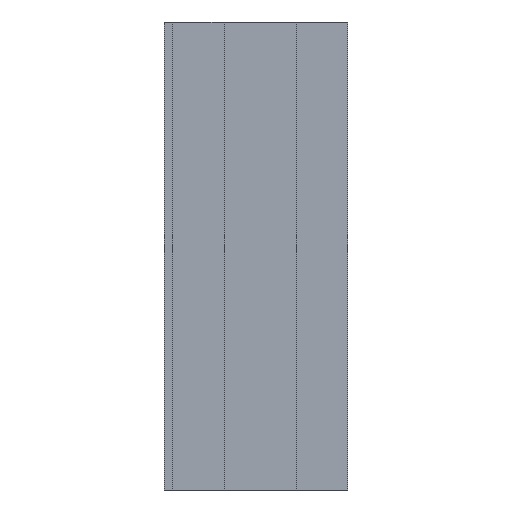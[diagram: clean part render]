
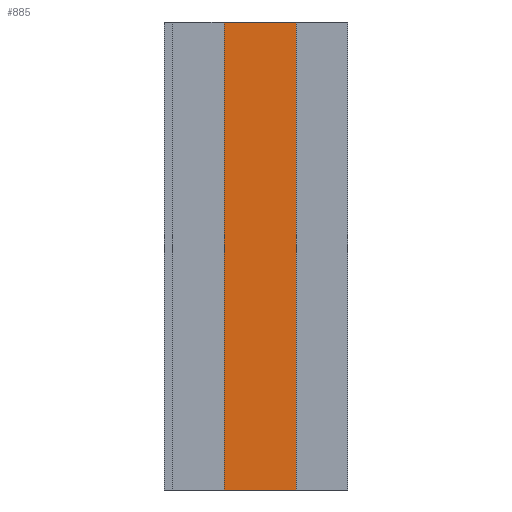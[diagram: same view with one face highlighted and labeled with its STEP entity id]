
A CAD part, left-side view. The second image highlights one B-rep face of the part: STEP entity #885.
In plain terms, the highlighted planar face has unit normal (-1, 0, 0).
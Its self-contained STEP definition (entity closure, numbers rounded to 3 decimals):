
#207 = DIRECTION ( 'NONE',  ( 0., -1., 0. ) ) ;
#210 = CARTESIAN_POINT ( 'NONE',  ( -28.5, 2.648, -67.5 ) ) ;
#473 = ORIENTED_EDGE ( 'NONE', *, *, #1066, .T. ) ;
#493 = ORIENTED_EDGE ( 'NONE', *, *, #1050, .F. ) ;
#502 = ORIENTED_EDGE ( 'NONE', *, *, #998, .F. ) ;
#503 = ORIENTED_EDGE ( 'NONE', *, *, #1069, .T. ) ;
#839 = AXIS2_PLACEMENT_3D ( 'NONE', #3042, #3043, #3040 ) ;
#885 = ADVANCED_FACE ( 'NONE', ( #2272 ), #3027, .T. ) ;
#998 = EDGE_CURVE ( 'NONE', #2716, #2721, #3295, .T. ) ;
#1050 = EDGE_CURVE ( 'NONE', #2721, #2730, #3369, .T. ) ;
#1066 = EDGE_CURVE ( 'NONE', #2938, #2730, #3398, .T. ) ;
#1069 = EDGE_CURVE ( 'NONE', #2716, #2938, #3401, .T. ) ;
#1537 = CARTESIAN_POINT ( 'NONE',  ( -28.5, -9.352, -67.5 ) ) ;
#1561 = DIRECTION ( 'NONE',  ( 0., 0., 1. ) ) ;
#1631 = CARTESIAN_POINT ( 'NONE',  ( -28.5, 2.648, 0. ) ) ;
#1632 = DIRECTION ( 'NONE',  ( 0., -1., 0. ) ) ;
#1910 = DIRECTION ( 'NONE',  ( 0., 0., 1. ) ) ;
#1911 = CARTESIAN_POINT ( 'NONE',  ( -28.5, 2.648, -67.5 ) ) ;
#2272 = FACE_OUTER_BOUND ( 'NONE', #2555, .T. ) ;
#2317 = CARTESIAN_POINT ( 'NONE',  ( -28.5, -9.352, -67.5 ) ) ;
#2407 = CARTESIAN_POINT ( 'NONE',  ( -28.5, -9.352, 0. ) ) ;
#2427 = CARTESIAN_POINT ( 'NONE',  ( -28.5, 2.648, 0. ) ) ;
#2432 = CARTESIAN_POINT ( 'NONE',  ( -28.5, 2.648, -67.5 ) ) ;
#2555 = EDGE_LOOP ( 'NONE', ( #493, #502, #503, #473 ) ) ;
#2716 = VERTEX_POINT ( 'NONE', #2432 ) ;
#2721 = VERTEX_POINT ( 'NONE', #2427 ) ;
#2730 = VERTEX_POINT ( 'NONE', #2407 ) ;
#2938 = VERTEX_POINT ( 'NONE', #2317 ) ;
#3027 = PLANE ( 'NONE',  #839 ) ;
#3040 = DIRECTION ( 'NONE',  ( 0., 0., 1. ) ) ;
#3042 = CARTESIAN_POINT ( 'NONE',  ( -28.5, 2.648, -67.5 ) ) ;
#3043 = DIRECTION ( 'NONE',  ( -1., 0., 0. ) ) ;
#3295 = LINE ( 'NONE', #1911, #3296 ) ;
#3296 = VECTOR ( 'NONE', #1910, 1000. ) ;
#3369 = LINE ( 'NONE', #1631, #3371 ) ;
#3371 = VECTOR ( 'NONE', #1632, 1000. ) ;
#3398 = LINE ( 'NONE', #1537, #3399 ) ;
#3399 = VECTOR ( 'NONE', #1561, 1000. ) ;
#3401 = LINE ( 'NONE', #210, #3403 ) ;
#3403 = VECTOR ( 'NONE', #207, 1000. ) ;
